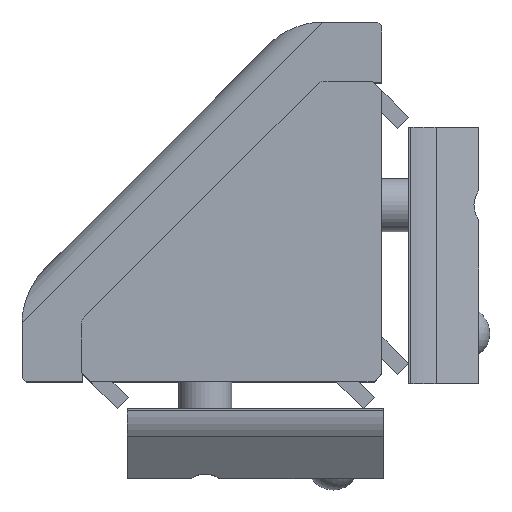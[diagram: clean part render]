
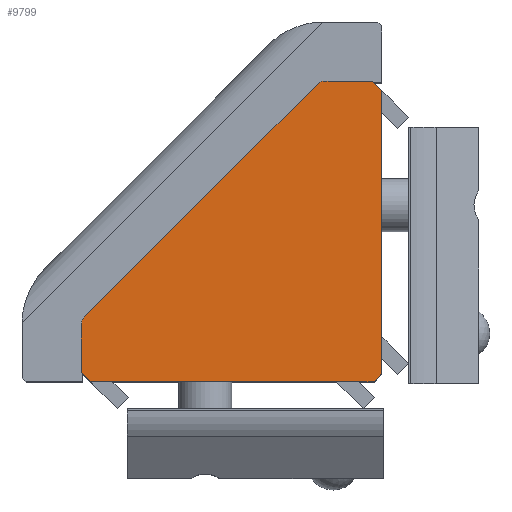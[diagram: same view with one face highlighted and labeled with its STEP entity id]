
A CAD part, top view. The second image highlights one B-rep face of the part: STEP entity #9799.
In plain terms, the highlighted planar face has unit normal (0, 0, 1).
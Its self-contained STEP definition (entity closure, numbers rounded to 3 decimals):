
#5143=PLANE('',#9516);
#5315=VECTOR('',#8565,1.);
#5328=VECTOR('',#8580,1.);
#5329=VECTOR('',#8581,1.);
#5330=VECTOR('',#8582,1.);
#5331=VECTOR('',#8583,1.);
#5332=VECTOR('',#8584,1.);
#5333=VECTOR('',#8585,1.);
#5334=VECTOR('',#8590,1.);
#5759=LINE('',#10034,#5315);
#5772=LINE('',#10060,#5328);
#5773=LINE('',#10062,#5329);
#5774=LINE('',#10064,#5330);
#5775=LINE('',#10066,#5331);
#5776=LINE('',#10068,#5332);
#5777=LINE('',#10070,#5333);
#5778=LINE('',#10074,#5334);
#6228=ORIENTED_EDGE('',*,*,#7619,.F.);
#6229=ORIENTED_EDGE('',*,*,#7620,.F.);
#6230=ORIENTED_EDGE('',*,*,#7621,.F.);
#6231=ORIENTED_EDGE('',*,*,#7622,.F.);
#6232=ORIENTED_EDGE('',*,*,#7623,.F.);
#6233=ORIENTED_EDGE('',*,*,#7624,.F.);
#6234=ORIENTED_EDGE('',*,*,#7625,.F.);
#6235=ORIENTED_EDGE('',*,*,#7606,.F.);
#6236=ORIENTED_EDGE('',*,*,#7626,.F.);
#6237=ORIENTED_EDGE('',*,*,#7627,.F.);
#7207=CIRCLE('',#9517,1.);
#7208=CIRCLE('',#9518,1.);
#7265=VERTEX_POINT('',#10032);
#7266=VERTEX_POINT('',#10033);
#7277=VERTEX_POINT('',#10058);
#7278=VERTEX_POINT('',#10059);
#7279=VERTEX_POINT('',#10061);
#7280=VERTEX_POINT('',#10063);
#7281=VERTEX_POINT('',#10065);
#7282=VERTEX_POINT('',#10067);
#7283=VERTEX_POINT('',#10069);
#7284=VERTEX_POINT('',#10072);
#7606=EDGE_CURVE('',#7265,#7266,#5759,.T.);
#7619=EDGE_CURVE('',#7277,#7278,#5772,.T.);
#7620=EDGE_CURVE('',#7279,#7277,#5773,.T.);
#7621=EDGE_CURVE('',#7280,#7279,#5774,.T.);
#7622=EDGE_CURVE('',#7281,#7280,#5775,.T.);
#7623=EDGE_CURVE('',#7282,#7281,#5776,.T.);
#7624=EDGE_CURVE('',#7283,#7282,#5777,.T.);
#7625=EDGE_CURVE('',#7266,#7283,#7207,.T.);
#7626=EDGE_CURVE('',#7284,#7265,#7208,.T.);
#7627=EDGE_CURVE('',#7278,#7284,#5778,.T.);
#8102=EDGE_LOOP('',(#6228,#6229,#6230,#6231,#6232,#6233,#6234,#6235,#6236,
#6237));
#8322=FACE_BOUND('',#8102,.T.);
#8565=DIRECTION('',(20.887,20.887,0.));
#8578=DIRECTION('',(0.,0.,1.));
#8579=DIRECTION('',(0.,-1.,0.));
#8580=DIRECTION('',(-0.837,0.837,0.));
#8581=DIRECTION('',(-25.456,0.,0.));
#8582=DIRECTION('',(-0.707,-0.707,0.));
#8583=DIRECTION('',(0.,-25.456,0.));
#8584=DIRECTION('',(0.837,-0.837,0.));
#8585=DIRECTION('',(4.276,0.,0.));
#8586=DIRECTION('',(0.,0.,-1.));
#8587=DIRECTION('',(-0.707,0.707,0.));
#8588=DIRECTION('',(0.,0.,-1.));
#8589=DIRECTION('',(-1.,0.,0.));
#8590=DIRECTION('',(0.,4.276,0.));
#9516=AXIS2_PLACEMENT_3D('',#10057,#8578,#8579);
#9517=AXIS2_PLACEMENT_3D('',#10071,#8586,#8587);
#9518=AXIS2_PLACEMENT_3D('',#10073,#8588,#8589);
#9799=ADVANCED_FACE('',(#8322),#5143,.T.);
#10032=CARTESIAN_POINT('',(-26.707,5.82,14.));
#10033=CARTESIAN_POINT('',(-5.82,26.707,14.));
#10034=CARTESIAN_POINT('',(-26.707,5.82,14.));
#10057=CARTESIAN_POINT('',(0.,0.,14.));
#10058=CARTESIAN_POINT('',(-26.163,0.,14.));
#10059=CARTESIAN_POINT('',(-27.,0.837,14.));
#10060=CARTESIAN_POINT('',(-26.163,0.,14.));
#10061=CARTESIAN_POINT('',(-0.707,0.,14.));
#10062=CARTESIAN_POINT('',(-0.707,0.,14.));
#10063=CARTESIAN_POINT('',(0.,0.707,14.));
#10064=CARTESIAN_POINT('',(0.,0.707,14.));
#10065=CARTESIAN_POINT('',(0.,26.163,14.));
#10066=CARTESIAN_POINT('',(0.,26.163,14.));
#10067=CARTESIAN_POINT('',(-0.837,27.,14.));
#10068=CARTESIAN_POINT('',(-0.837,27.,14.));
#10069=CARTESIAN_POINT('',(-5.113,27.,14.));
#10070=CARTESIAN_POINT('',(-5.113,27.,14.));
#10071=CARTESIAN_POINT('',(-5.113,26.,14.));
#10072=CARTESIAN_POINT('',(-27.,5.113,14.));
#10073=CARTESIAN_POINT('',(-26.,5.113,14.));
#10074=CARTESIAN_POINT('',(-27.,0.837,14.));
